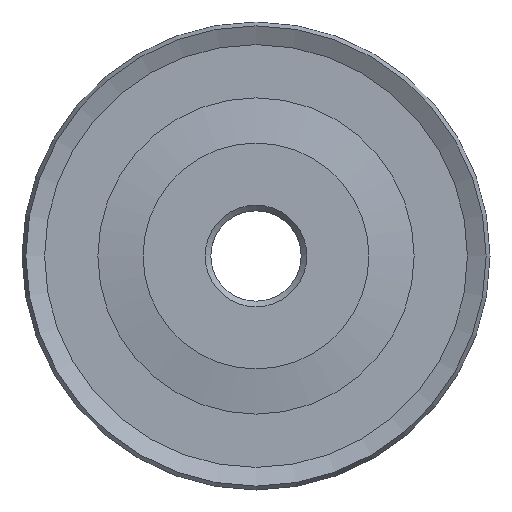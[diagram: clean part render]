
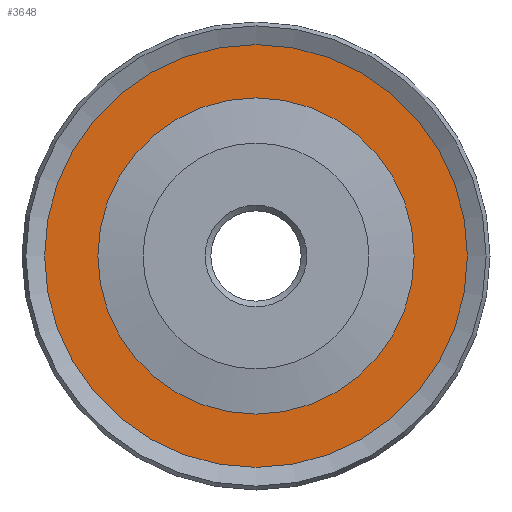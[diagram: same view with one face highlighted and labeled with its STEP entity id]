
A CAD part, left-side view. The second image highlights one B-rep face of the part: STEP entity #3648.
In plain terms, the highlighted planar face has unit normal (-1, 0, 0).
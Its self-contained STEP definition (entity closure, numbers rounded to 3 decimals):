
#217 = CYLINDRICAL_SURFACE('',#218,14.);
#218 = AXIS2_PLACEMENT_3D('',#219,#220,#221);
#219 = CARTESIAN_POINT('',(-6.183,0.,0.));
#220 = DIRECTION('',(-1.,0.,0.));
#221 = DIRECTION('',(0.,0.,1.));
#1049 = EDGE_CURVE('',#1050,#1050,#1052,.T.);
#1050 = VERTEX_POINT('',#1051);
#1051 = CARTESIAN_POINT('',(-6.183,0.,14.));
#1052 = SURFACE_CURVE('',#1053,(#1058,#1065),.PCURVE_S1.);
#1053 = CIRCLE('',#1054,14.);
#1054 = AXIS2_PLACEMENT_3D('',#1055,#1056,#1057);
#1055 = CARTESIAN_POINT('',(-6.183,0.,0.));
#1056 = DIRECTION('',(1.,0.,0.));
#1057 = DIRECTION('',(0.,0.,1.));
#1058 = PCURVE('',#217,#1059);
#1059 = DEFINITIONAL_REPRESENTATION('',(#1060),#1064);
#1060 = LINE('',#1061,#1062);
#1061 = CARTESIAN_POINT('',(-0.,0.));
#1062 = VECTOR('',#1063,1.);
#1063 = DIRECTION('',(-1.,0.));
#1064 = ( GEOMETRIC_REPRESENTATION_CONTEXT(2) 
PARAMETRIC_REPRESENTATION_CONTEXT() REPRESENTATION_CONTEXT('2D SPACE',''
  ) );
#1065 = PCURVE('',#1066,#1071);
#1066 = PLANE('',#1067);
#1067 = AXIS2_PLACEMENT_3D('',#1068,#1069,#1070);
#1068 = CARTESIAN_POINT('',(-6.183,0.,0.));
#1069 = DIRECTION('',(1.,0.,0.));
#1070 = DIRECTION('',(0.,0.,1.));
#1071 = DEFINITIONAL_REPRESENTATION('',(#1072),#1076);
#1072 = CIRCLE('',#1073,14.);
#1073 = AXIS2_PLACEMENT_2D('',#1074,#1075);
#1074 = CARTESIAN_POINT('',(0.,0.));
#1075 = DIRECTION('',(1.,0.));
#1076 = ( GEOMETRIC_REPRESENTATION_CONTEXT(2) 
PARAMETRIC_REPRESENTATION_CONTEXT() REPRESENTATION_CONTEXT('2D SPACE',''
  ) );
#3648 = ADVANCED_FACE('',(#3649,#3680),#1066,.F.);
#3649 = FACE_BOUND('',#3650,.F.);
#3650 = EDGE_LOOP('',(#3651));
#3651 = ORIENTED_EDGE('',*,*,#3652,.T.);
#3652 = EDGE_CURVE('',#3653,#3653,#3655,.T.);
#3653 = VERTEX_POINT('',#3654);
#3654 = CARTESIAN_POINT('',(-6.183,0.,18.72));
#3655 = SURFACE_CURVE('',#3656,(#3661,#3668),.PCURVE_S1.);
#3656 = CIRCLE('',#3657,18.72);
#3657 = AXIS2_PLACEMENT_3D('',#3658,#3659,#3660);
#3658 = CARTESIAN_POINT('',(-6.183,0.,0.));
#3659 = DIRECTION('',(1.,0.,0.));
#3660 = DIRECTION('',(0.,0.,1.));
#3661 = PCURVE('',#1066,#3662);
#3662 = DEFINITIONAL_REPRESENTATION('',(#3663),#3667);
#3663 = CIRCLE('',#3664,18.72);
#3664 = AXIS2_PLACEMENT_2D('',#3665,#3666);
#3665 = CARTESIAN_POINT('',(0.,0.));
#3666 = DIRECTION('',(1.,0.));
#3667 = ( GEOMETRIC_REPRESENTATION_CONTEXT(2) 
PARAMETRIC_REPRESENTATION_CONTEXT() REPRESENTATION_CONTEXT('2D SPACE',''
  ) );
#3668 = PCURVE('',#3669,#3674);
#3669 = CONICAL_SURFACE('',#3670,20.374,1.112);
#3670 = AXIS2_PLACEMENT_3D('',#3671,#3672,#3673);
#3671 = CARTESIAN_POINT('',(-7.,0.,0.));
#3672 = DIRECTION('',(-1.,-0.,-0.));
#3673 = DIRECTION('',(0.,0.,1.));
#3674 = DEFINITIONAL_REPRESENTATION('',(#3675),#3679);
#3675 = LINE('',#3676,#3677);
#3676 = CARTESIAN_POINT('',(-0.,-0.817));
#3677 = VECTOR('',#3678,1.);
#3678 = DIRECTION('',(-1.,-0.));
#3679 = ( GEOMETRIC_REPRESENTATION_CONTEXT(2) 
PARAMETRIC_REPRESENTATION_CONTEXT() REPRESENTATION_CONTEXT('2D SPACE',''
  ) );
#3680 = FACE_BOUND('',#3681,.F.);
#3681 = EDGE_LOOP('',(#3682));
#3682 = ORIENTED_EDGE('',*,*,#1049,.F.);
